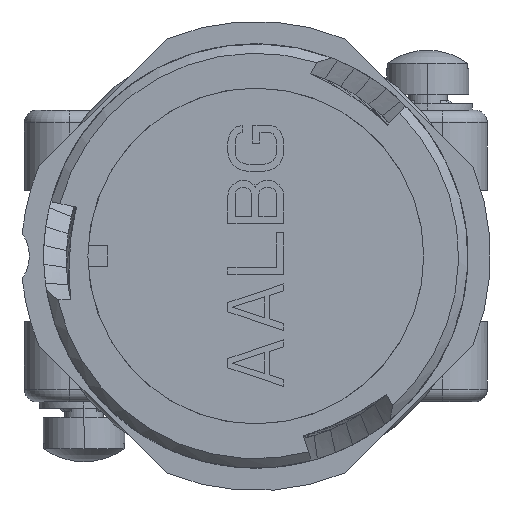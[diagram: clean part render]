
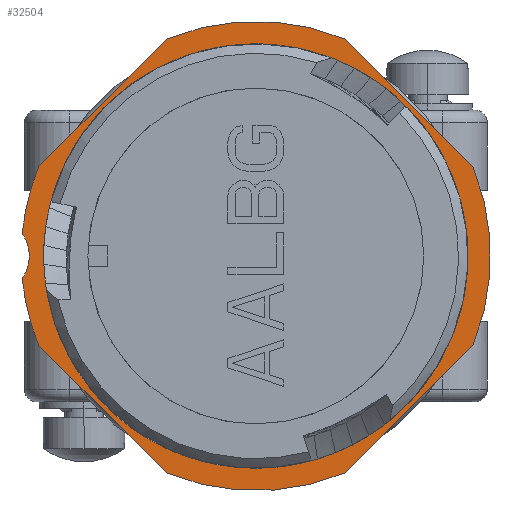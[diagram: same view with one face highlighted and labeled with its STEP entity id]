
A CAD part, left-side view. The second image highlights one B-rep face of the part: STEP entity #32504.
In plain terms, the highlighted planar face has unit normal (-1, 0, 0).
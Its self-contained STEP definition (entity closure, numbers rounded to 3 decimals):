
#583=CARTESIAN_POINT('',(19.,0.,0.));
#584=DIRECTION('',(1.,0.,0.));
#585=DIRECTION('',(0.,1.,0.));
#586=AXIS2_PLACEMENT_3D('',#583,#584,#585);
#1573=CARTESIAN_POINT('',(19.,0.,0.));
#1574=DIRECTION('',(-1.,0.,0.));
#1575=DIRECTION('',(0.,1.,0.));
#1576=AXIS2_PLACEMENT_3D('',#1573,#1574,#1575);
#2891=DIRECTION('',(0.,-0.707,0.707));
#2892=VECTOR('',#2891,14.52);
#2893=CARTESIAN_POINT('',(19.,17.473,7.205));
#2894=LINE('1807',#2893,#2892);
#2895=CARTESIAN_POINT('',(19.,0.,0.));
#2896=DIRECTION('',(-1.,0.,0.));
#2897=DIRECTION('',(0.,-0.381,0.924));
#2898=AXIS2_PLACEMENT_3D('',#2895,#2896,#2897);
#2900=DIRECTION('',(0.,-0.707,-0.707));
#2901=VECTOR('',#2900,14.52);
#2902=CARTESIAN_POINT('',(19.,-7.205,17.473));
#2903=LINE('1809',#2902,#2901);
#2904=CARTESIAN_POINT('',(19.,0.,0.));
#2905=DIRECTION('',(-1.,0.,0.));
#2906=DIRECTION('',(0.,-0.924,-0.381));
#2907=AXIS2_PLACEMENT_3D('',#2904,#2905,#2906);
#2909=DIRECTION('',(0.,0.707,-0.707));
#2910=VECTOR('',#2909,14.52);
#2911=CARTESIAN_POINT('',(19.,-17.473,-7.205));
#2912=LINE('1811',#2911,#2910);
#2913=CARTESIAN_POINT('',(19.,0.,0.));
#2914=DIRECTION('',(-1.,0.,0.));
#2915=DIRECTION('',(0.,0.381,-0.924));
#2916=AXIS2_PLACEMENT_3D('',#2913,#2914,#2915);
#2918=DIRECTION('',(0.,0.707,0.707));
#2919=VECTOR('',#2918,14.52);
#2920=CARTESIAN_POINT('',(19.,7.205,-17.473));
#2921=LINE('1813',#2920,#2919);
#2922=CARTESIAN_POINT('',(19.,0.,0.));
#2923=DIRECTION('',(-1.,0.,0.));
#2924=DIRECTION('',(0.,0.995,-0.096));
#2925=AXIS2_PLACEMENT_3D('',#2922,#2923,#2924);
#2927=CARTESIAN_POINT('',(19.,21.42,0.));
#2928=DIRECTION('',(-1.,0.,0.));
#2929=DIRECTION('',(0.,-0.82,-0.572));
#2930=AXIS2_PLACEMENT_3D('',#2927,#2928,#2929);
#2932=CARTESIAN_POINT('',(19.,0.,0.));
#2933=DIRECTION('',(-1.,0.,0.));
#2934=DIRECTION('',(0.,0.924,0.381));
#2935=AXIS2_PLACEMENT_3D('',#2932,#2933,#2934);
#22489=CARTESIAN_POINT('',(19.,17.08,0.));
#22490=CARTESIAN_POINT('',(19.,-17.08,0.));
#22491=VERTEX_POINT('',#22489);
#22492=VERTEX_POINT('',#22490);
#23007=CARTESIAN_POINT('',(19.,17.473,7.205));
#23008=CARTESIAN_POINT('',(19.,7.205,17.473));
#23009=VERTEX_POINT('',#23007);
#23010=VERTEX_POINT('',#23008);
#23011=CARTESIAN_POINT('',(19.,-7.205,17.473));
#23012=VERTEX_POINT('',#23011);
#23013=CARTESIAN_POINT('',(19.,-17.473,7.205));
#23014=VERTEX_POINT('',#23013);
#23015=CARTESIAN_POINT('',(19.,-17.473,-7.205));
#23016=VERTEX_POINT('',#23015);
#23017=CARTESIAN_POINT('',(19.,-7.205,-17.473));
#23018=VERTEX_POINT('',#23017);
#23019=CARTESIAN_POINT('',(19.,7.205,-17.473));
#23020=VERTEX_POINT('',#23019);
#23021=CARTESIAN_POINT('',(19.,17.473,-7.205));
#23022=VERTEX_POINT('',#23021);
#23023=CARTESIAN_POINT('',(19.,18.812,1.82));
#23024=VERTEX_POINT('',#23023);
#23025=CARTESIAN_POINT('',(19.,18.812,-1.82));
#23026=VERTEX_POINT('',#23025);
#32473=CARTESIAN_POINT('',(19.,0.,0.));
#32474=DIRECTION('',(1.,0.,0.));
#32475=DIRECTION('',(0.,-1.,0.));
#32476=AXIS2_PLACEMENT_3D('',#32473,#32474,#32475);
#32477=PLANE('248',#32476);
#32479=ORIENTED_EDGE('1807',*,*,#32478,.T.);
#32481=ORIENTED_EDGE('1808',*,*,#32480,.F.);
#32483=ORIENTED_EDGE('1809',*,*,#32482,.T.);
#32485=ORIENTED_EDGE('1810',*,*,#32484,.F.);
#32487=ORIENTED_EDGE('1811',*,*,#32486,.T.);
#32489=ORIENTED_EDGE('1812',*,*,#32488,.F.);
#32491=ORIENTED_EDGE('1813',*,*,#32490,.T.);
#32493=ORIENTED_EDGE('1815',*,*,#32492,.F.);
#32495=ORIENTED_EDGE('1819',*,*,#32494,.T.);
#32497=ORIENTED_EDGE('1814',*,*,#32496,.F.);
#32498=EDGE_LOOP('248',(#32479,#32481,#32483,#32485,#32487,#32489,#32491,#32493,
#32495,#32497));
#32499=FACE_OUTER_BOUND('248',#32498,.F.);
#32500=ORIENTED_EDGE('1236',*,*,#28640,.T.);
#32501=ORIENTED_EDGE('1235',*,*,#25757,.F.);
#32502=EDGE_LOOP('248',(#32500,#32501));
#32503=FACE_BOUND('248',#32502,.F.);
#587=CIRCLE('1235',#586,17.08);
#1577=CIRCLE('1236',#1576,17.08);
#2899=CIRCLE('1808',#2898,18.9);
#2908=CIRCLE('1810',#2907,18.9);
#2917=CIRCLE('1812',#2916,18.9);
#2926=CIRCLE('1815',#2925,18.9);
#2931=CIRCLE('1819',#2930,3.18);
#2936=CIRCLE('1814',#2935,18.9);
#25757=EDGE_CURVE('1235',#22491,#22492,#587,.T.);
#28640=EDGE_CURVE('1236',#22491,#22492,#1577,.T.);
#32478=EDGE_CURVE('1807',#23009,#23010,#2894,.T.);
#32480=EDGE_CURVE('1808',#23012,#23010,#2899,.T.);
#32482=EDGE_CURVE('1809',#23012,#23014,#2903,.T.);
#32484=EDGE_CURVE('1810',#23016,#23014,#2908,.T.);
#32486=EDGE_CURVE('1811',#23016,#23018,#2912,.T.);
#32488=EDGE_CURVE('1812',#23020,#23018,#2917,.T.);
#32490=EDGE_CURVE('1813',#23020,#23022,#2921,.T.);
#32492=EDGE_CURVE('1815',#23026,#23022,#2926,.T.);
#32494=EDGE_CURVE('1819',#23026,#23024,#2931,.T.);
#32496=EDGE_CURVE('1814',#23009,#23024,#2936,.T.);
#32504=ADVANCED_FACE('248',(#32499,#32503),#32477,.F.);
